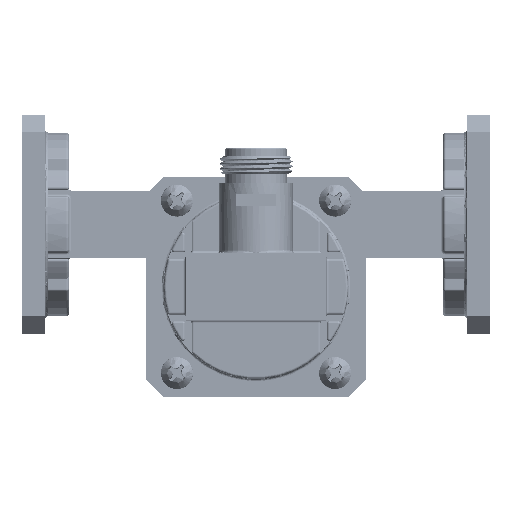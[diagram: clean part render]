
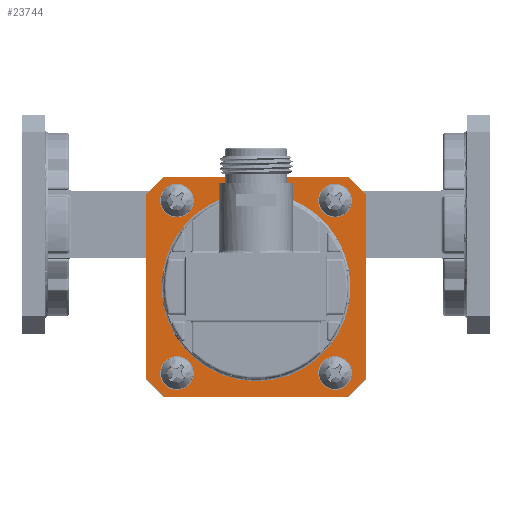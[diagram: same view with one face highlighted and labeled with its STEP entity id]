
A CAD part, top view. The second image highlights one B-rep face of the part: STEP entity #23744.
In plain terms, the highlighted face is planar.
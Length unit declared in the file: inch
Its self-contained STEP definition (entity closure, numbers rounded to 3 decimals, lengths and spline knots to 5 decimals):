
#152 = DIRECTION ( 'NONE',  ( 0., 0., -1. ) ) ;
#216 = ORIENTED_EDGE ( 'NONE', *, *, #8829, .F. ) ;
#794 = VERTEX_POINT ( 'NONE', #36634 ) ;
#1627 = CIRCLE ( 'NONE', #11868, 0.0845 ) ;
#1692 = DIRECTION ( 'NONE',  ( 0., 1., 0. ) ) ;
#1899 = DIRECTION ( 'NONE',  ( -1., 0., 0. ) ) ;
#2191 = VECTOR ( 'NONE', #31806, 39.37008 ) ;
#2474 = LINE ( 'NONE', #14121, #11003 ) ;
#2488 = LINE ( 'NONE', #38424, #4167 ) ;
#2604 = DIRECTION ( 'NONE',  ( 0., 0., -1. ) ) ;
#2685 = CARTESIAN_POINT ( 'NONE',  ( -0.9375, -0.7875, 0.55 ) ) ;
#3703 = EDGE_CURVE ( 'NONE', #20874, #31470, #25502, .T. ) ;
#3777 = VECTOR ( 'NONE', #26985, 39.37008 ) ;
#4061 = CARTESIAN_POINT ( 'NONE',  ( -0.8625, 0.8625, 0.55 ) ) ;
#4167 = VECTOR ( 'NONE', #1899, 39.37008 ) ;
#4181 = CIRCLE ( 'NONE', #38108, 0.0845 ) ;
#4449 = CARTESIAN_POINT ( 'NONE',  ( 0.8625, 0.8625, 0.55 ) ) ;
#4559 = EDGE_CURVE ( 'NONE', #35456, #15210, #31541, .T. ) ;
#4636 = DIRECTION ( 'NONE',  ( 0., 0., -1. ) ) ;
#5400 = EDGE_CURVE ( 'NONE', #22693, #22693, #7074, .T. ) ;
#5648 = VERTEX_POINT ( 'NONE', #32913 ) ;
#5851 = DIRECTION ( 'NONE',  ( 0., 0., -1. ) ) ;
#6038 = CARTESIAN_POINT ( 'NONE',  ( 0.5915, -0.737, 0.55 ) ) ;
#7043 = VECTOR ( 'NONE', #23074, 39.37008 ) ;
#7074 = CIRCLE ( 'NONE', #29465, 0.0845 ) ;
#7822 = EDGE_CURVE ( 'NONE', #34937, #18301, #7975, .T. ) ;
#7975 = LINE ( 'NONE', #17170, #30935 ) ;
#8095 = CARTESIAN_POINT ( 'NONE',  ( 0.9375, -0.7875, 0.55 ) ) ;
#8829 = EDGE_CURVE ( 'NONE', #23663, #23663, #27786, .T. ) ;
#9174 = AXIS2_PLACEMENT_3D ( 'NONE', #37053, #152, #9394 ) ;
#9197 = PLANE ( 'NONE',  #9174 ) ;
#9394 = DIRECTION ( 'NONE',  ( 0., -1., 0. ) ) ;
#9539 = EDGE_CURVE ( 'NONE', #794, #18301, #35403, .T. ) ;
#10068 = CARTESIAN_POINT ( 'NONE',  ( -0.9375, 0.7875, 0.55 ) ) ;
#10451 = DIRECTION ( 'NONE',  ( 0., 0., -1. ) ) ;
#10459 = AXIS2_PLACEMENT_3D ( 'NONE', #18264, #5851, #18461 ) ;
#10628 = CARTESIAN_POINT ( 'NONE',  ( 0.5915, 0.737, 0.55 ) ) ;
#11003 = VECTOR ( 'NONE', #1692, 39.37008 ) ;
#11868 = AXIS2_PLACEMENT_3D ( 'NONE', #29874, #4636, #26484 ) ;
#12234 = EDGE_CURVE ( 'NONE', #33513, #33513, #4181, .T. ) ;
#12368 = CARTESIAN_POINT ( 'NONE',  ( 0., 0., 0.55 ) ) ;
#12382 = FACE_BOUND ( 'NONE', #25371, .T. ) ;
#12514 = EDGE_CURVE ( 'NONE', #35456, #29664, #28253, .T. ) ;
#13096 = ORIENTED_EDGE ( 'NONE', *, *, #25938, .F. ) ;
#13161 = VECTOR ( 'NONE', #24631, 39.37008 ) ;
#13424 = VERTEX_POINT ( 'NONE', #10628 ) ;
#13454 = CARTESIAN_POINT ( 'NONE',  ( 0.9375, 0.7875, 0.55 ) ) ;
#14121 = CARTESIAN_POINT ( 'NONE',  ( 0.9375, -0.9375, 0.55 ) ) ;
#14817 = ORIENTED_EDGE ( 'NONE', *, *, #31029, .F. ) ;
#14844 = DIRECTION ( 'NONE',  ( -1., 0., 0. ) ) ;
#15210 = VERTEX_POINT ( 'NONE', #23785 ) ;
#15290 = ORIENTED_EDGE ( 'NONE', *, *, #4559, .T. ) ;
#16555 = EDGE_CURVE ( 'NONE', #5648, #5648, #37935, .T. ) ;
#17170 = CARTESIAN_POINT ( 'NONE',  ( 0.8625, -0.8625, 0.55 ) ) ;
#18202 = FACE_OUTER_BOUND ( 'NONE', #37769, .T. ) ;
#18264 = CARTESIAN_POINT ( 'NONE',  ( 0.676, -0.737, 0.55 ) ) ;
#18301 = VERTEX_POINT ( 'NONE', #27142 ) ;
#18461 = DIRECTION ( 'NONE',  ( -1., 0., 0. ) ) ;
#19082 = DIRECTION ( 'NONE',  ( 0.707, -0.707, 0. ) ) ;
#19214 = CARTESIAN_POINT ( 'NONE',  ( -0.9375, -0.9375, 0.55 ) ) ;
#19528 = ORIENTED_EDGE ( 'NONE', *, *, #5400, .F. ) ;
#20874 = VERTEX_POINT ( 'NONE', #30090 ) ;
#21082 = VECTOR ( 'NONE', #19082, 39.37008 ) ;
#22693 = VERTEX_POINT ( 'NONE', #25515 ) ;
#23074 = DIRECTION ( 'NONE',  ( 0.707, 0.707, 0. ) ) ;
#23663 = VERTEX_POINT ( 'NONE', #6038 ) ;
#23744 = ADVANCED_FACE ( 'NONE', ( #27241, #33859, #24612, #34252, #12382, #18202 ), #9197, .T. ) ;
#23753 = ORIENTED_EDGE ( 'NONE', *, *, #31572, .F. ) ;
#23785 = CARTESIAN_POINT ( 'NONE',  ( -0.7875, 0.9375, 0.55 ) ) ;
#24612 = FACE_BOUND ( 'NONE', #36323, .T. ) ;
#24631 = DIRECTION ( 'NONE',  ( 0., -1., 0. ) ) ;
#25371 = EDGE_LOOP ( 'NONE', ( #39335 ) ) ;
#25502 = LINE ( 'NONE', #4449, #21082 ) ;
#25515 = CARTESIAN_POINT ( 'NONE',  ( -0.7605, 0.737, 0.55 ) ) ;
#25938 = EDGE_CURVE ( 'NONE', #34937, #31470, #2474, .T. ) ;
#26484 = DIRECTION ( 'NONE',  ( -1., 0., 0. ) ) ;
#26512 = ORIENTED_EDGE ( 'NONE', *, *, #37882, .T. ) ;
#26782 = LINE ( 'NONE', #36605, #3777 ) ;
#26985 = DIRECTION ( 'NONE',  ( -0.707, 0.707, 0. ) ) ;
#27142 = CARTESIAN_POINT ( 'NONE',  ( 0.7875, -0.9375, 0.55 ) ) ;
#27241 = FACE_BOUND ( 'NONE', #35794, .T. ) ;
#27682 = AXIS2_PLACEMENT_3D ( 'NONE', #12368, #33848, #33247 ) ;
#27786 = CIRCLE ( 'NONE', #10459, 0.0845 ) ;
#27948 = ORIENTED_EDGE ( 'NONE', *, *, #3703, .T. ) ;
#28253 = LINE ( 'NONE', #19214, #13161 ) ;
#28476 = ORIENTED_EDGE ( 'NONE', *, *, #9539, .F. ) ;
#28521 = EDGE_LOOP ( 'NONE', ( #23753 ) ) ;
#29465 = AXIS2_PLACEMENT_3D ( 'NONE', #32903, #2604, #14844 ) ;
#29471 = DIRECTION ( 'NONE',  ( -1., 0., 0. ) ) ;
#29664 = VERTEX_POINT ( 'NONE', #2685 ) ;
#29874 = CARTESIAN_POINT ( 'NONE',  ( 0.676, 0.737, 0.55 ) ) ;
#30090 = CARTESIAN_POINT ( 'NONE',  ( 0.7875, 0.9375, 0.55 ) ) ;
#30935 = VECTOR ( 'NONE', #31657, 39.37008 ) ;
#31029 = EDGE_CURVE ( 'NONE', #20874, #15210, #2488, .T. ) ;
#31470 = VERTEX_POINT ( 'NONE', #13454 ) ;
#31541 = LINE ( 'NONE', #4061, #7043 ) ;
#31572 = EDGE_CURVE ( 'NONE', #13424, #13424, #1627, .T. ) ;
#31657 = DIRECTION ( 'NONE',  ( -0.707, -0.707, 0. ) ) ;
#31806 = DIRECTION ( 'NONE',  ( 1., 0., 0. ) ) ;
#31938 = EDGE_LOOP ( 'NONE', ( #34452 ) ) ;
#32612 = ORIENTED_EDGE ( 'NONE', *, *, #12514, .F. ) ;
#32903 = CARTESIAN_POINT ( 'NONE',  ( -0.676, 0.737, 0.55 ) ) ;
#32913 = CARTESIAN_POINT ( 'NONE',  ( -0.8075, 0., 0.55 ) ) ;
#33202 = ORIENTED_EDGE ( 'NONE', *, *, #7822, .T. ) ;
#33247 = DIRECTION ( 'NONE',  ( -1., 0., 0. ) ) ;
#33513 = VERTEX_POINT ( 'NONE', #35728 ) ;
#33848 = DIRECTION ( 'NONE',  ( 0., 0., 1. ) ) ;
#33859 = FACE_BOUND ( 'NONE', #28521, .T. ) ;
#34252 = FACE_BOUND ( 'NONE', #31938, .T. ) ;
#34452 = ORIENTED_EDGE ( 'NONE', *, *, #12234, .F. ) ;
#34937 = VERTEX_POINT ( 'NONE', #8095 ) ;
#35310 = CARTESIAN_POINT ( 'NONE',  ( -0.676, -0.737, 0.55 ) ) ;
#35403 = LINE ( 'NONE', #38032, #2191 ) ;
#35456 = VERTEX_POINT ( 'NONE', #10068 ) ;
#35728 = CARTESIAN_POINT ( 'NONE',  ( -0.7605, -0.737, 0.55 ) ) ;
#35794 = EDGE_LOOP ( 'NONE', ( #19528 ) ) ;
#36323 = EDGE_LOOP ( 'NONE', ( #216 ) ) ;
#36605 = CARTESIAN_POINT ( 'NONE',  ( -0.8625, -0.8625, 0.55 ) ) ;
#36634 = CARTESIAN_POINT ( 'NONE',  ( -0.7875, -0.9375, 0.55 ) ) ;
#37053 = CARTESIAN_POINT ( 'NONE',  ( 0., 0., 0.55 ) ) ;
#37769 = EDGE_LOOP ( 'NONE', ( #13096, #33202, #28476, #26512, #32612, #15290, #14817, #27948 ) ) ;
#37882 = EDGE_CURVE ( 'NONE', #794, #29664, #26782, .T. ) ;
#37935 = CIRCLE ( 'NONE', #27682, 0.8075 ) ;
#38032 = CARTESIAN_POINT ( 'NONE',  ( -0.9375, -0.9375, 0.55 ) ) ;
#38108 = AXIS2_PLACEMENT_3D ( 'NONE', #35310, #10451, #29471 ) ;
#38424 = CARTESIAN_POINT ( 'NONE',  ( -0.9375, 0.9375, 0.55 ) ) ;
#39335 = ORIENTED_EDGE ( 'NONE', *, *, #16555, .T. ) ;
